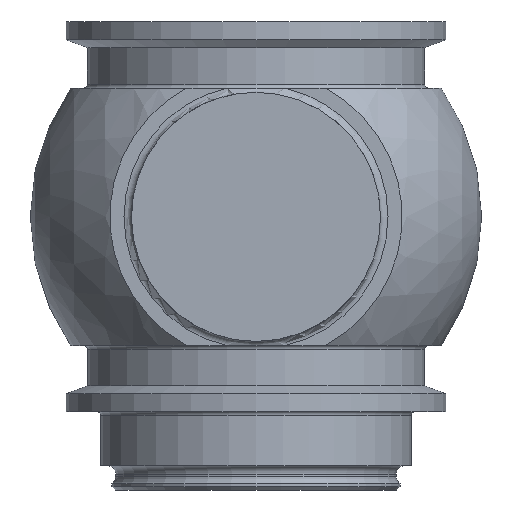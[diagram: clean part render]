
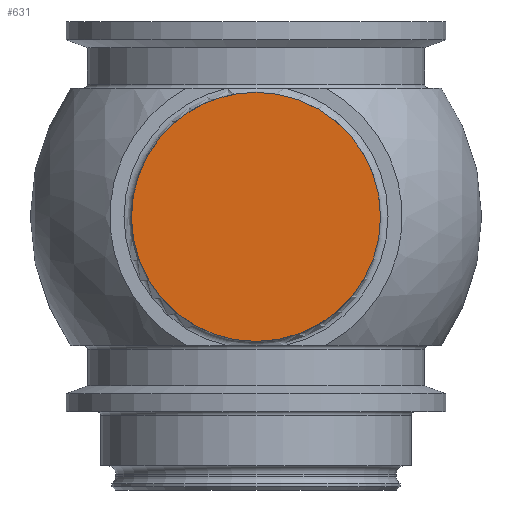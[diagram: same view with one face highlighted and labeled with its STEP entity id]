
A CAD part, left-side view. The second image highlights one B-rep face of the part: STEP entity #631.
In plain terms, the highlighted planar face has unit normal (-1, 0, 0).
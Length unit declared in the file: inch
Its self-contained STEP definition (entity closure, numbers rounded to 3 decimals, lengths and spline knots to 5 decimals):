
#85=FACE_OUTER_BOUND('',#118,.T.);
#118=EDGE_LOOP('',(#414,#415));
#156=CIRCLE('',#687,1.);
#157=CIRCLE('',#688,1.);
#235=VERTEX_POINT('',#1048);
#236=VERTEX_POINT('',#1049);
#311=EDGE_CURVE('',#235,#236,#156,.T.);
#312=EDGE_CURVE('',#236,#235,#157,.T.);
#414=ORIENTED_EDGE('',*,*,#311,.T.);
#415=ORIENTED_EDGE('',*,*,#312,.T.);
#619=PLANE('',#686);
#631=ADVANCED_FACE('',(#85),#619,.F.);
#686=AXIS2_PLACEMENT_3D('',#1047,#803,#804);
#687=AXIS2_PLACEMENT_3D('',#1050,#805,#806);
#688=AXIS2_PLACEMENT_3D('',#1051,#807,#808);
#803=DIRECTION('center_axis',(1.,0.,0.));
#804=DIRECTION('ref_axis',(0.,0.772,0.635));
#805=DIRECTION('center_axis',(-1.,0.,0.));
#806=DIRECTION('ref_axis',(0.,-0.772,-0.635));
#807=DIRECTION('center_axis',(-1.,0.,0.));
#808=DIRECTION('ref_axis',(0.,-0.772,-0.635));
#1047=CARTESIAN_POINT('Origin',(-3.015,0.,0.));
#1048=CARTESIAN_POINT('',(-3.015,0.77236,0.63518));
#1049=CARTESIAN_POINT('',(-3.015,0.,1.));
#1050=CARTESIAN_POINT('Origin',(-3.015,0.,0.));
#1051=CARTESIAN_POINT('Origin',(-3.015,0.,0.));
